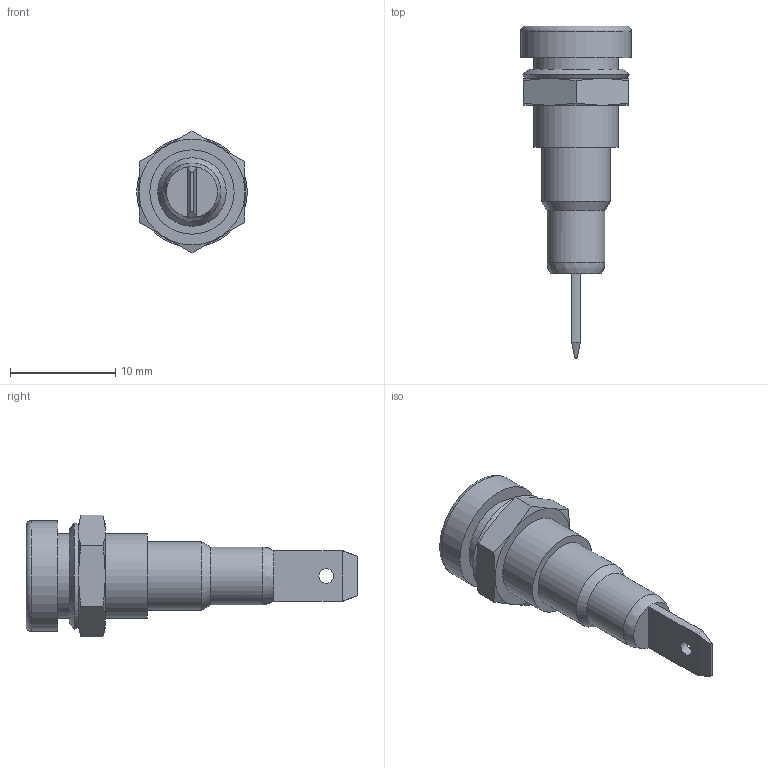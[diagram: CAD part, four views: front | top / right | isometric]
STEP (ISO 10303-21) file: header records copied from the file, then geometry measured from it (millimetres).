
FILE_DESCRIPTION((''),'2;1');
FILE_NAME('10021506.stp','2014-11-07T12:26:56',(''),(''),'Autodesk Inventor 2012','Autodesk Inventor 2012','');
FILE_SCHEMA(('AUTOMOTIVE_DESIGN { 1 0 10303 214 1 1 1 1 }'));
Length unit declared in the file: millimetre
Products named in the file (1): 10021506
Bounding box: 10.5 x 31.5 x 11.55 mm (x, y, z)
Volume: 854.4 mm3; surface area: 1220 mm2
Topology: 2 solids, 2 shells, 54 faces, 122 edges, 75 vertices
Faces by surface type: cone 21, plane 20, cylinder 10, torus 2, bspline 1
Full cylindrical faces by diameter (mm): 1.4 x1, 4 x1, 5.2 x1, 5.5 x1, 6.5 x1, 8 x2, 10.5 x1
Entity records: 1455 total; most frequent: CARTESIAN_POINT 308, DIRECTION 224, ORIENTED_EDGE 200, EDGE_CURVE 100, AXIS2_PLACEMENT_3D 98, EDGE_LOOP 80, VERTEX_POINT 71, FACE_OUTER_BOUND 54
